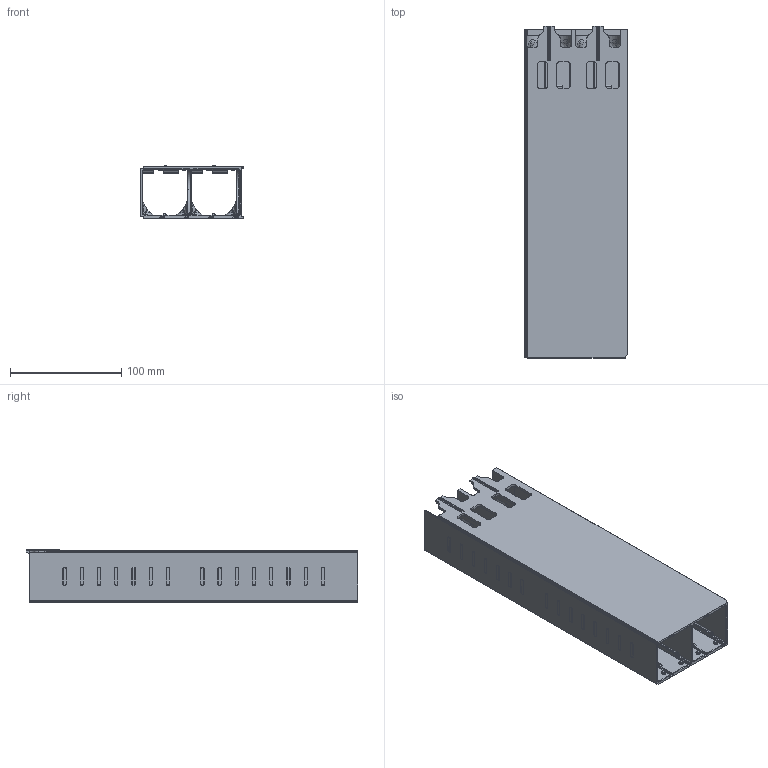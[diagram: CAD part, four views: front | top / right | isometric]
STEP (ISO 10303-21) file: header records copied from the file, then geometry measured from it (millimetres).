
FILE_DESCRIPTION(/* description */ (''),/* implementation_level */ '2;1');
FILE_NAME(/* name */ 'Full 4-node, fixed v4.step',/* time_stamp */ '2025-04-05T22:09:30+02:00',/* author */ (''),/* organization */ (''),/* preprocessor_version */ 'ST-DEVELOPER v20.1',/* originating_system */ 'Autodesk Translation Framework v14.4.0.0',/* authorisation */ '');
FILE_SCHEMA (('AUTOMOTIVE_DESIGN { 1 0 10303 214 3 1 1 }'));
Length unit declared in the file: millimetre
Products named in the file (1): Full 4-node, fixed
Bounding box: 92.45 x 298.19 x 47.3 mm (x, y, z)
Volume: 201508.7 mm3; surface area: 185245.3 mm2
Topology: 1 solids, 1 shells, 1037 faces, 2642 edges, 1636 vertices
Faces by surface type: cylinder 476, plane 324, bspline 128, torus 108, sphere 1
Entity records: 34040 total; most frequent: CARTESIAN_POINT 8904, DIRECTION 5387, ORIENTED_EDGE 5274, EDGE_CURVE 2637, AXIS2_PLACEMENT_3D 2030, VERTEX_POINT 1636, LINE 1327, VECTOR 1327
